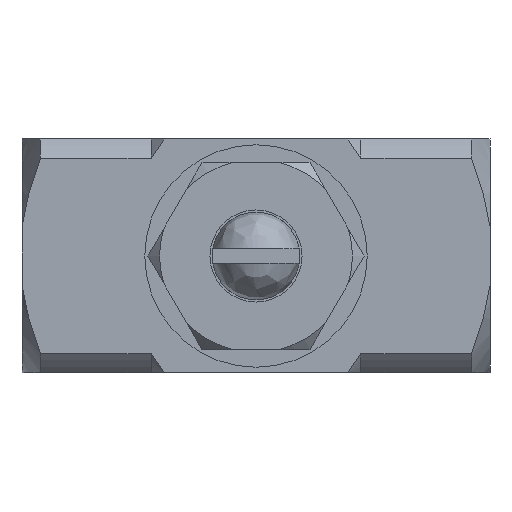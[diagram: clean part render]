
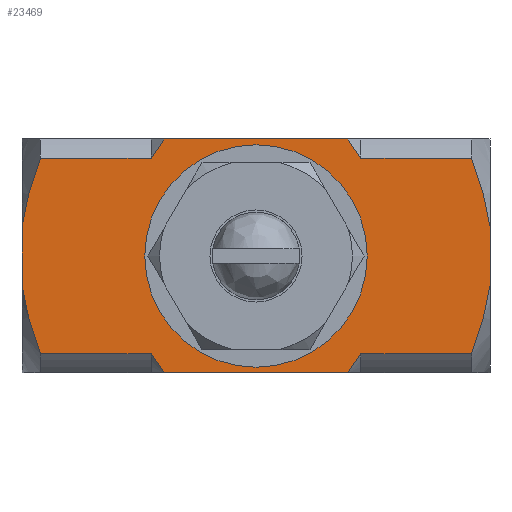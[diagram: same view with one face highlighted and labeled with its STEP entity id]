
A CAD part, front view. The second image highlights one B-rep face of the part: STEP entity #23469.
In plain terms, the highlighted planar face has unit normal (0, -1, 0).
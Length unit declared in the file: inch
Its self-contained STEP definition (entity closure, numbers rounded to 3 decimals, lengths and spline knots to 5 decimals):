
#570=FACE_BOUND('',#2232,.T.);
#735=CIRCLE('',#24862,0.297);
#837=(
BOUNDED_CURVE()
B_SPLINE_CURVE(2,(#30505,#30506,#30507),.UNSPECIFIED.,.F.,.F.)
B_SPLINE_CURVE_WITH_KNOTS((3,3),(0.93423,1.1413),
 .UNSPECIFIED.)
CURVE()
GEOMETRIC_REPRESENTATION_ITEM()
RATIONAL_B_SPLINE_CURVE((1.017,1.01,1.))
REPRESENTATION_ITEM('')
);
#838=(
BOUNDED_CURVE()
B_SPLINE_CURVE(2,(#30511,#30512,#30513),.UNSPECIFIED.,.F.,.F.)
B_SPLINE_CURVE_WITH_KNOTS((3,3),(0.,0.48194),.UNSPECIFIED.)
CURVE()
GEOMETRIC_REPRESENTATION_ITEM()
RATIONAL_B_SPLINE_CURVE((1.,1.033,1.))
REPRESENTATION_ITEM('')
);
#839=(
BOUNDED_CURVE()
B_SPLINE_CURVE(2,(#30517,#30518,#30519),.UNSPECIFIED.,.F.,.F.)
B_SPLINE_CURVE_WITH_KNOTS((3,3),(0.,0.48194),.UNSPECIFIED.)
CURVE()
GEOMETRIC_REPRESENTATION_ITEM()
RATIONAL_B_SPLINE_CURVE((1.,1.033,1.))
REPRESENTATION_ITEM('')
);
#840=(
BOUNDED_CURVE()
B_SPLINE_CURVE(2,(#30523,#30524,#30525),.UNSPECIFIED.,.F.,.F.)
B_SPLINE_CURVE_WITH_KNOTS((3,3),(0.,0.20739),.UNSPECIFIED.)
CURVE()
GEOMETRIC_REPRESENTATION_ITEM()
RATIONAL_B_SPLINE_CURVE((1.,1.01,1.017))
REPRESENTATION_ITEM('')
);
#841=(
BOUNDED_CURVE()
B_SPLINE_CURVE(2,(#30529,#30530,#30531),.UNSPECIFIED.,.F.,.F.)
B_SPLINE_CURVE_WITH_KNOTS((3,3),(0.93391,1.1413),
 .UNSPECIFIED.)
CURVE()
GEOMETRIC_REPRESENTATION_ITEM()
RATIONAL_B_SPLINE_CURVE((1.017,1.01,1.))
REPRESENTATION_ITEM('')
);
#842=(
BOUNDED_CURVE()
B_SPLINE_CURVE(2,(#30534,#30535,#30536),.UNSPECIFIED.,.F.,.F.)
B_SPLINE_CURVE_WITH_KNOTS((3,3),(0.,0.48194),.UNSPECIFIED.)
CURVE()
GEOMETRIC_REPRESENTATION_ITEM()
RATIONAL_B_SPLINE_CURVE((1.,1.033,1.))
REPRESENTATION_ITEM('')
);
#843=(
BOUNDED_CURVE()
B_SPLINE_CURVE(2,(#30538,#30539,#30540),.UNSPECIFIED.,.F.,.F.)
B_SPLINE_CURVE_WITH_KNOTS((3,3),(0.,0.48194),.UNSPECIFIED.)
CURVE()
GEOMETRIC_REPRESENTATION_ITEM()
RATIONAL_B_SPLINE_CURVE((1.,1.033,1.))
REPRESENTATION_ITEM('')
);
#844=(
BOUNDED_CURVE()
B_SPLINE_CURVE(2,(#30544,#30545,#30546),.UNSPECIFIED.,.F.,.F.)
B_SPLINE_CURVE_WITH_KNOTS((3,3),(0.,0.20707),.UNSPECIFIED.)
CURVE()
GEOMETRIC_REPRESENTATION_ITEM()
RATIONAL_B_SPLINE_CURVE((1.,1.01,1.017))
REPRESENTATION_ITEM('')
);
#889=FACE_OUTER_BOUND('',#2231,.T.);
#2231=EDGE_LOOP('',(#15575,#15576,#15577,#15578,#15579,#15580,#15581,#15582,
#15583,#15584,#15585,#15586,#15587,#15588,#15589,#15590));
#2232=EDGE_LOOP('',(#15591));
#3739=LINE('',#30472,#6239);
#3743=LINE('',#30509,#6243);
#3744=LINE('',#30515,#6244);
#3745=LINE('',#30521,#6245);
#3746=LINE('',#30527,#6246);
#3747=LINE('',#30533,#6247);
#3748=LINE('',#30542,#6248);
#3749=LINE('',#30547,#6249);
#6239=VECTOR('',#25892,0.3937);
#6243=VECTOR('',#25902,0.3937);
#6244=VECTOR('',#25903,0.3937);
#6245=VECTOR('',#25904,0.3937);
#6246=VECTOR('',#25905,0.3937);
#6247=VECTOR('',#25906,0.3937);
#6248=VECTOR('',#25907,0.3937);
#6249=VECTOR('',#25908,0.3937);
#9636=VERTEX_POINT('',#30460);
#9641=VERTEX_POINT('',#30470);
#9650=VERTEX_POINT('',#30503);
#9651=VERTEX_POINT('',#30504);
#9652=VERTEX_POINT('',#30508);
#9653=VERTEX_POINT('',#30510);
#9654=VERTEX_POINT('',#30514);
#9655=VERTEX_POINT('',#30516);
#9656=VERTEX_POINT('',#30520);
#9657=VERTEX_POINT('',#30522);
#9658=VERTEX_POINT('',#30526);
#9659=VERTEX_POINT('',#30528);
#9660=VERTEX_POINT('',#30532);
#9661=VERTEX_POINT('',#30537);
#9662=VERTEX_POINT('',#30541);
#9663=VERTEX_POINT('',#30543);
#9664=VERTEX_POINT('',#30548);
#12021=EDGE_CURVE('',#9641,#9636,#3739,.T.);
#12030=EDGE_CURVE('',#9650,#9651,#837,.T.);
#12031=EDGE_CURVE('',#9651,#9652,#3743,.T.);
#12032=EDGE_CURVE('',#9652,#9653,#838,.T.);
#12033=EDGE_CURVE('',#9654,#9653,#3744,.T.);
#12034=EDGE_CURVE('',#9654,#9655,#839,.T.);
#12035=EDGE_CURVE('',#9655,#9656,#3745,.T.);
#12036=EDGE_CURVE('',#9656,#9657,#840,.T.);
#12037=EDGE_CURVE('',#9658,#9657,#3746,.T.);
#12038=EDGE_CURVE('',#9658,#9659,#841,.T.);
#12039=EDGE_CURVE('',#9659,#9660,#3747,.T.);
#12040=EDGE_CURVE('',#9660,#9636,#842,.T.);
#12041=EDGE_CURVE('',#9641,#9661,#843,.T.);
#12042=EDGE_CURVE('',#9661,#9662,#3748,.T.);
#12043=EDGE_CURVE('',#9662,#9663,#844,.T.);
#12044=EDGE_CURVE('',#9650,#9663,#3749,.T.);
#12045=EDGE_CURVE('',#9664,#9664,#735,.T.);
#15575=ORIENTED_EDGE('',*,*,#12030,.T.);
#15576=ORIENTED_EDGE('',*,*,#12031,.T.);
#15577=ORIENTED_EDGE('',*,*,#12032,.T.);
#15578=ORIENTED_EDGE('',*,*,#12033,.F.);
#15579=ORIENTED_EDGE('',*,*,#12034,.T.);
#15580=ORIENTED_EDGE('',*,*,#12035,.T.);
#15581=ORIENTED_EDGE('',*,*,#12036,.T.);
#15582=ORIENTED_EDGE('',*,*,#12037,.F.);
#15583=ORIENTED_EDGE('',*,*,#12038,.T.);
#15584=ORIENTED_EDGE('',*,*,#12039,.T.);
#15585=ORIENTED_EDGE('',*,*,#12040,.T.);
#15586=ORIENTED_EDGE('',*,*,#12021,.F.);
#15587=ORIENTED_EDGE('',*,*,#12041,.T.);
#15588=ORIENTED_EDGE('',*,*,#12042,.T.);
#15589=ORIENTED_EDGE('',*,*,#12043,.T.);
#15590=ORIENTED_EDGE('',*,*,#12044,.F.);
#15591=ORIENTED_EDGE('',*,*,#12045,.T.);
#22627=PLANE('',#24861);
#23469=ADVANCED_FACE('',(#889,#570),#22627,.T.);
#24861=AXIS2_PLACEMENT_3D('',#30502,#25900,#25901);
#24862=AXIS2_PLACEMENT_3D('',#30549,#25909,#25910);
#25892=DIRECTION('',(0.,0.,1.));
#25900=DIRECTION('center_axis',(0.,-1.,0.));
#25901=DIRECTION('ref_axis',(0.,0.,-1.));
#25902=DIRECTION('',(1.,0.,0.));
#25903=DIRECTION('',(0.,0.,-1.));
#25904=DIRECTION('',(-1.,0.,0.));
#25905=DIRECTION('',(1.,0.,0.));
#25906=DIRECTION('',(-1.,0.,0.));
#25907=DIRECTION('',(1.,0.,0.));
#25908=DIRECTION('',(-1.,0.,0.));
#25909=DIRECTION('center_axis',(0.,1.,0.));
#25910=DIRECTION('ref_axis',(-1.,0.,0.));
#30460=CARTESIAN_POINT('',(-0.625,-0.3125,0.07776));
#30470=CARTESIAN_POINT('',(-0.625,-0.3125,-0.07785));
#30472=CARTESIAN_POINT('',(-0.625,-0.3125,-0.3125));
#30502=CARTESIAN_POINT('Origin',(0.,-0.3125,0.3125));
#30503=CARTESIAN_POINT('',(0.24512,-0.3125,-0.3125));
#30504=CARTESIAN_POINT('',(0.28,-0.3125,-0.26084));
#30505=CARTESIAN_POINT('Ctrl Pts',(0.24512,-0.3125,-0.3125));
#30506=CARTESIAN_POINT('Ctrl Pts',(0.26413,-0.3125,-0.28561));
#30507=CARTESIAN_POINT('Ctrl Pts',(0.28,-0.3125,-0.26084));
#30508=CARTESIAN_POINT('',(0.57593,-0.3125,-0.26084));
#30509=CARTESIAN_POINT('',(0.42796,-0.3125,-0.26084));
#30510=CARTESIAN_POINT('',(0.625,-0.3125,-0.07785));
#30511=CARTESIAN_POINT('Ctrl Pts',(0.57593,-0.3125,-0.26084));
#30512=CARTESIAN_POINT('Ctrl Pts',(0.61372,-0.3125,-0.15868));
#30513=CARTESIAN_POINT('Ctrl Pts',(0.625,-0.3125,-0.07785));
#30514=CARTESIAN_POINT('',(0.625,-0.3125,0.07776));
#30515=CARTESIAN_POINT('',(0.625,-0.3125,-0.3125));
#30516=CARTESIAN_POINT('',(0.57593,-0.3125,0.26076));
#30517=CARTESIAN_POINT('Ctrl Pts',(0.625,-0.3125,0.07776));
#30518=CARTESIAN_POINT('Ctrl Pts',(0.61372,-0.3125,0.15859));
#30519=CARTESIAN_POINT('Ctrl Pts',(0.57593,-0.3125,0.26076));
#30520=CARTESIAN_POINT('',(0.28,-0.3125,0.26076));
#30521=CARTESIAN_POINT('',(0.42796,-0.3125,0.26076));
#30522=CARTESIAN_POINT('',(0.24506,-0.3125,0.3125));
#30523=CARTESIAN_POINT('Ctrl Pts',(0.28,-0.3125,0.26076));
#30524=CARTESIAN_POINT('Ctrl Pts',(0.26411,-0.3125,0.28557));
#30525=CARTESIAN_POINT('Ctrl Pts',(0.24506,-0.3125,0.3125));
#30526=CARTESIAN_POINT('',(-0.24506,-0.3125,0.3125));
#30527=CARTESIAN_POINT('',(0.,-0.3125,0.3125));
#30528=CARTESIAN_POINT('',(-0.28,-0.3125,0.26076));
#30529=CARTESIAN_POINT('Ctrl Pts',(-0.24506,-0.3125,0.3125));
#30530=CARTESIAN_POINT('Ctrl Pts',(-0.26411,-0.3125,0.28557));
#30531=CARTESIAN_POINT('Ctrl Pts',(-0.28,-0.3125,0.26076));
#30532=CARTESIAN_POINT('',(-0.57593,-0.3125,0.26076));
#30533=CARTESIAN_POINT('',(-0.42796,-0.3125,0.26076));
#30534=CARTESIAN_POINT('Ctrl Pts',(-0.57593,-0.3125,0.26076));
#30535=CARTESIAN_POINT('Ctrl Pts',(-0.61372,-0.3125,0.15859));
#30536=CARTESIAN_POINT('Ctrl Pts',(-0.625,-0.3125,0.07776));
#30537=CARTESIAN_POINT('',(-0.57593,-0.3125,-0.26084));
#30538=CARTESIAN_POINT('Ctrl Pts',(-0.625,-0.3125,-0.07785));
#30539=CARTESIAN_POINT('Ctrl Pts',(-0.61372,-0.3125,-0.15868));
#30540=CARTESIAN_POINT('Ctrl Pts',(-0.57593,-0.3125,-0.26084));
#30541=CARTESIAN_POINT('',(-0.28,-0.3125,-0.26084));
#30542=CARTESIAN_POINT('',(-0.42796,-0.3125,-0.26084));
#30543=CARTESIAN_POINT('',(-0.24512,-0.3125,-0.3125));
#30544=CARTESIAN_POINT('Ctrl Pts',(-0.28,-0.3125,-0.26084));
#30545=CARTESIAN_POINT('Ctrl Pts',(-0.26413,-0.3125,-0.28561));
#30546=CARTESIAN_POINT('Ctrl Pts',(-0.24512,-0.3125,-0.3125));
#30547=CARTESIAN_POINT('',(0.,-0.3125,-0.3125));
#30548=CARTESIAN_POINT('',(0.297,-0.3125,0.));
#30549=CARTESIAN_POINT('Origin',(0.,-0.3125,0.));
